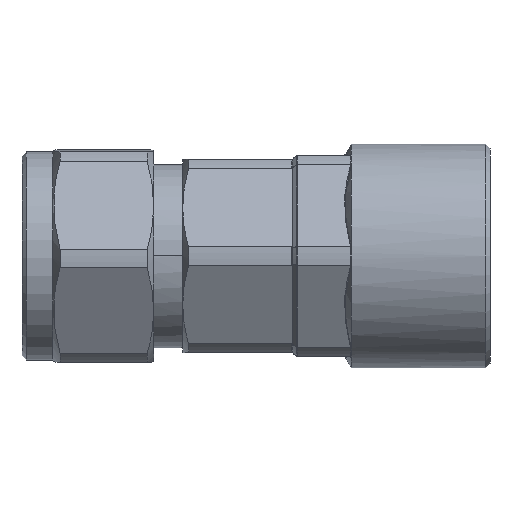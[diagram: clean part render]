
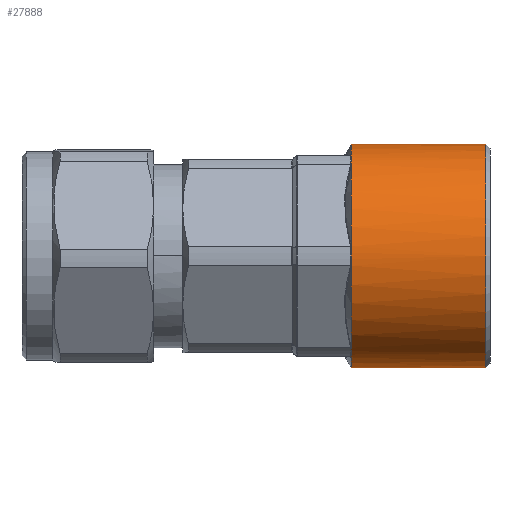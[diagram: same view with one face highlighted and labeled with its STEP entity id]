
A CAD part, front view. The second image highlights one B-rep face of the part: STEP entity #27888.
In plain terms, the highlighted cylindrical face has radius 12.75 mm (diameter 25.5 mm), a partial arc.
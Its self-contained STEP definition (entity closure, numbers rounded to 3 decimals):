
#331 = VERTEX_POINT ( 'NONE', #12001 ) ;
#332 = VERTEX_POINT ( 'NONE', #11999 ) ;
#335 = VERTEX_POINT ( 'NONE', #12003 ) ;
#337 = VERTEX_POINT ( 'NONE', #12004 ) ;
#3974 = ORIENTED_EDGE ( 'NONE', *, *, #22501, .F. ) ;
#3975 = ORIENTED_EDGE ( 'NONE', *, *, #21417, .T. ) ;
#3976 = ORIENTED_EDGE ( 'NONE', *, *, #22503, .F. ) ;
#3977 = ORIENTED_EDGE ( 'NONE', *, *, #22453, .F. ) ;
#7450 = AXIS2_PLACEMENT_3D ( 'NONE', #9801, #9797, #9799 ) ;
#8666 = EDGE_CURVE ( 'NONE', #24086, #24084, #23088, .T. ) ;
#9797 = DIRECTION ( 'NONE',  ( 1., 0., 0. ) ) ;
#9799 = DIRECTION ( 'NONE',  ( 0., 0., -1. ) ) ;
#9801 = CARTESIAN_POINT ( 'NONE',  ( 26.5, 0., 0. ) ) ;
#11999 = CARTESIAN_POINT ( 'NONE',  ( 10.711, -7.312, -10.445 ) ) ;
#12001 = CARTESIAN_POINT ( 'NONE',  ( 10.711, -12.702, 1.109 ) ) ;
#12003 = CARTESIAN_POINT ( 'NONE',  ( 10.711, -12.702, -1.109 ) ) ;
#12004 = CARTESIAN_POINT ( 'NONE',  ( 10.711, -7.312, 10.445 ) ) ;
#13649 = DIRECTION ( 'NONE',  ( 1., 0., 0. ) ) ;
#13650 = CARTESIAN_POINT ( 'NONE',  ( 26.5, 0., 12.75 ) ) ;
#13654 = CARTESIAN_POINT ( 'NONE',  ( 26.5, 0., -12.75 ) ) ;
#13655 = DIRECTION ( 'NONE',  ( 1., 0., 0. ) ) ;
#13787 = CARTESIAN_POINT ( 'NONE',  ( 10.711, 0., 0. ) ) ;
#13788 = DIRECTION ( 'NONE',  ( -1., 0., 0. ) ) ;
#13789 = DIRECTION ( 'NONE',  ( 0., 0., -1. ) ) ;
#13822 = CARTESIAN_POINT ( 'NONE',  ( 10.711, 0., 0. ) ) ;
#13823 = DIRECTION ( 'NONE',  ( -1., 0., 0. ) ) ;
#13824 = DIRECTION ( 'NONE',  ( 0., 0., -1. ) ) ;
#13835 = CARTESIAN_POINT ( 'NONE',  ( 10.711, 0., 0. ) ) ;
#13836 = DIRECTION ( 'NONE',  ( -1., 0., 0. ) ) ;
#13837 = DIRECTION ( 'NONE',  ( 0., 0., -1. ) ) ;
#13849 = CARTESIAN_POINT ( 'NONE',  ( 10.711, 0., 0. ) ) ;
#13850 = DIRECTION ( 'NONE',  ( -1., 0., 0. ) ) ;
#13851 = DIRECTION ( 'NONE',  ( 0., 0., -1. ) ) ;
#14883 = FACE_OUTER_BOUND ( 'NONE', #23488, .T. ) ;
#14895 = CYLINDRICAL_SURFACE ( 'NONE', #7450, 12.75 ) ;
#20913 = ORIENTED_EDGE ( 'NONE', *, *, #8666, .T. ) ;
#20914 = ORIENTED_EDGE ( 'NONE', *, *, #22454, .T. ) ;
#20915 = ORIENTED_EDGE ( 'NONE', *, *, #22488, .F. ) ;
#20916 = ORIENTED_EDGE ( 'NONE', *, *, #21405, .T. ) ;
#20917 = ORIENTED_EDGE ( 'NONE', *, *, #22499, .F. ) ;
#20918 = ORIENTED_EDGE ( 'NONE', *, *, #21410, .T. ) ;
#21405 = EDGE_CURVE ( 'NONE', #332, #24090, #32100, .T. ) ;
#21410 = EDGE_CURVE ( 'NONE', #331, #335, #32102, .T. ) ;
#21417 = EDGE_CURVE ( 'NONE', #24129, #337, #32106, .T. ) ;
#22453 = EDGE_CURVE ( 'NONE', #24082, #24084, #33050, .T. ) ;
#22454 = EDGE_CURVE ( 'NONE', #24067, #24086, #33056, .T. ) ;
#22488 = EDGE_CURVE ( 'NONE', #24067, #24090, #33117, .T. ) ;
#22499 = EDGE_CURVE ( 'NONE', #332, #335, #33149, .T. ) ;
#22501 = EDGE_CURVE ( 'NONE', #331, #337, #33151, .T. ) ;
#22503 = EDGE_CURVE ( 'NONE', #24129, #24082, #33155, .T. ) ;
#23088 = CIRCLE ( 'NONE', #37280, 12.75 ) ;
#23488 = EDGE_LOOP ( 'NONE', ( #3977, #3976, #3975, #3974, #20918, #20917, #20916, #20915, #20914, #20913 ) ) ;
#24067 = VERTEX_POINT ( 'NONE', #34421 ) ;
#24082 = VERTEX_POINT ( 'NONE', #34431 ) ;
#24084 = VERTEX_POINT ( 'NONE', #34432 ) ;
#24086 = VERTEX_POINT ( 'NONE', #34433 ) ;
#24090 = VERTEX_POINT ( 'NONE', #34435 ) ;
#24129 = VERTEX_POINT ( 'NONE', #34458 ) ;
#24678 = CARTESIAN_POINT ( 'NONE',  ( 26., 0., 0. ) ) ;
#24679 = DIRECTION ( 'NONE',  ( -1., 0., 0. ) ) ;
#24680 = DIRECTION ( 'NONE',  ( 0., 0., 1. ) ) ;
#27589 = AXIS2_PLACEMENT_3D ( 'NONE', #31041, #31042, #31043 ) ;
#27590 = AXIS2_PLACEMENT_3D ( 'NONE', #31096, #31097, #31098 ) ;
#27591 = AXIS2_PLACEMENT_3D ( 'NONE', #31168, #31169, #31170 ) ;
#27768 = AXIS2_PLACEMENT_3D ( 'NONE', #13787, #13788, #13789 ) ;
#27773 = AXIS2_PLACEMENT_3D ( 'NONE', #13822, #13823, #13824 ) ;
#27774 = AXIS2_PLACEMENT_3D ( 'NONE', #13835, #13836, #13837 ) ;
#27775 = AXIS2_PLACEMENT_3D ( 'NONE', #13849, #13850, #13851 ) ;
#27888 = ADVANCED_FACE ( 'NONE', ( #14883 ), #14895, .T. ) ;
#31041 = CARTESIAN_POINT ( 'NONE',  ( 10.711, 0., 0. ) ) ;
#31042 = DIRECTION ( 'NONE',  ( 1., 0., 0. ) ) ;
#31043 = DIRECTION ( 'NONE',  ( 0., 0., 1. ) ) ;
#31096 = CARTESIAN_POINT ( 'NONE',  ( 10.711, 0., 0. ) ) ;
#31097 = DIRECTION ( 'NONE',  ( 1., 0., 0. ) ) ;
#31098 = DIRECTION ( 'NONE',  ( 0., 0., 1. ) ) ;
#31168 = CARTESIAN_POINT ( 'NONE',  ( 10.711, 0., 0. ) ) ;
#31169 = DIRECTION ( 'NONE',  ( 1., 0., 0. ) ) ;
#31170 = DIRECTION ( 'NONE',  ( 0., 0., 1. ) ) ;
#32100 = CIRCLE ( 'NONE', #27589, 12.75 ) ;
#32102 = CIRCLE ( 'NONE', #27590, 12.75 ) ;
#32106 = CIRCLE ( 'NONE', #27591, 12.75 ) ;
#33050 = LINE ( 'NONE', #13650, #33058 ) ;
#33056 = LINE ( 'NONE', #13654, #33062 ) ;
#33058 = VECTOR ( 'NONE', #13649, 1000. ) ;
#33062 = VECTOR ( 'NONE', #13655, 1000. ) ;
#33117 = CIRCLE ( 'NONE', #27768, 12.75 ) ;
#33149 = CIRCLE ( 'NONE', #27773, 12.75 ) ;
#33151 = CIRCLE ( 'NONE', #27774, 12.75 ) ;
#33155 = CIRCLE ( 'NONE', #27775, 12.75 ) ;
#34421 = CARTESIAN_POINT ( 'NONE',  ( 10.711, 0., -12.75 ) ) ;
#34431 = CARTESIAN_POINT ( 'NONE',  ( 10.711, 0., 12.75 ) ) ;
#34432 = CARTESIAN_POINT ( 'NONE',  ( 26., 0., 12.75 ) ) ;
#34433 = CARTESIAN_POINT ( 'NONE',  ( 26., 0., -12.75 ) ) ;
#34435 = CARTESIAN_POINT ( 'NONE',  ( 10.711, -5.39, -11.555 ) ) ;
#34458 = CARTESIAN_POINT ( 'NONE',  ( 10.711, -5.39, 11.555 ) ) ;
#37280 = AXIS2_PLACEMENT_3D ( 'NONE', #24678, #24679, #24680 ) ;
